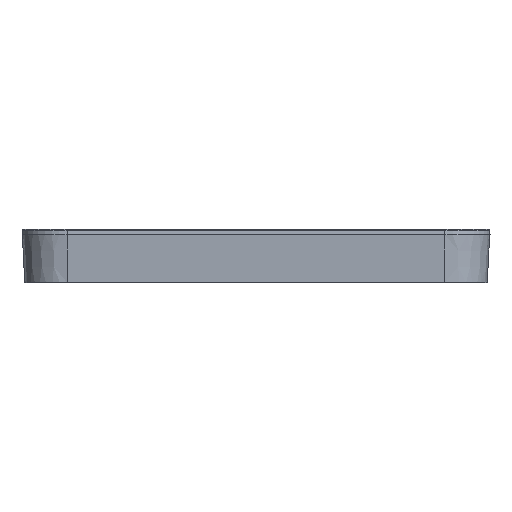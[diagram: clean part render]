
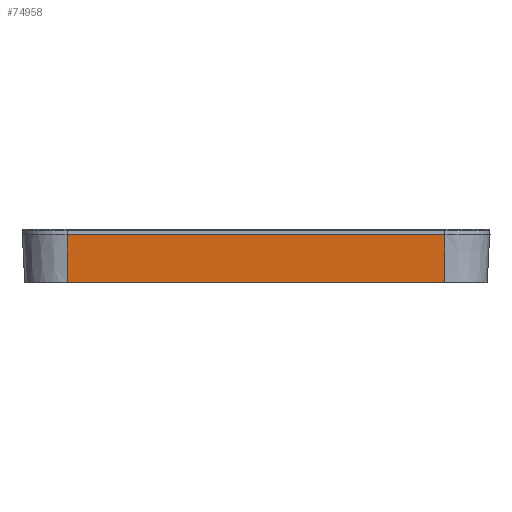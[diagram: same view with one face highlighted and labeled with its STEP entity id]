
A CAD part, left-side view. The second image highlights one B-rep face of the part: STEP entity #74958.
In plain terms, the highlighted face is planar.
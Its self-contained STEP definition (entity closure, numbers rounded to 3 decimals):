
#360=DIRECTION('',(-0.052,0.999,0.));
#361=VECTOR('',#360,9.012);
#362=CARTESIAN_POINT('',(-43.478,0.,35.5));
#363=LINE('48945',#362,#361);
#367=DIRECTION('',(0.,0.,1.));
#368=VECTOR('',#367,71.);
#369=CARTESIAN_POINT('',(-43.478,0.,-35.5));
#370=LINE('48936',#369,#368);
#374=DIRECTION('',(-0.052,0.999,0.));
#375=VECTOR('',#374,9.012);
#376=CARTESIAN_POINT('',(-43.478,0.,-35.5));
#377=LINE('48944',#376,#375);
#455=DIRECTION('',(0.,0.,1.));
#456=VECTOR('',#455,71.);
#457=CARTESIAN_POINT('',(-43.95,9.,-35.5));
#458=LINE('48920',#457,#456);
#70546=CARTESIAN_POINT('',(-43.95,9.,-35.5));
#70547=VERTEX_POINT('',#70546);
#70548=CARTESIAN_POINT('',(-43.95,9.,35.5));
#70549=VERTEX_POINT('',#70548);
#70578=CARTESIAN_POINT('',(-43.478,0.,-35.5));
#70579=VERTEX_POINT('',#70578);
#70580=CARTESIAN_POINT('',(-43.478,0.,35.5));
#70581=VERTEX_POINT('',#70580);
#74945=CARTESIAN_POINT('',(-43.95,9.,-35.5));
#74946=DIRECTION('',(0.999,0.052,0.));
#74947=DIRECTION('',(0.,0.,1.));
#74948=AXIS2_PLACEMENT_3D('',#74945,#74946,#74947);
#74949=PLANE('48905',#74948);
#74950=ORIENTED_EDGE('48936',*,*,#74859,.F.);
#74952=ORIENTED_EDGE('48944',*,*,#74951,.T.);
#74954=ORIENTED_EDGE('48920',*,*,#74953,.T.);
#74955=ORIENTED_EDGE('48945',*,*,#74937,.F.);
#74956=EDGE_LOOP('48905',(#74950,#74952,#74954,#74955));
#74957=FACE_OUTER_BOUND('48905',#74956,.F.);
#74958=ADVANCED_FACE('48905',(#74957),#74949,.F.);
#74859=EDGE_CURVE('48936',#70579,#70581,#370,.T.);
#74937=EDGE_CURVE('48945',#70581,#70549,#363,.T.);
#74951=EDGE_CURVE('48944',#70579,#70547,#377,.T.);
#74953=EDGE_CURVE('48920',#70547,#70549,#458,.T.);
